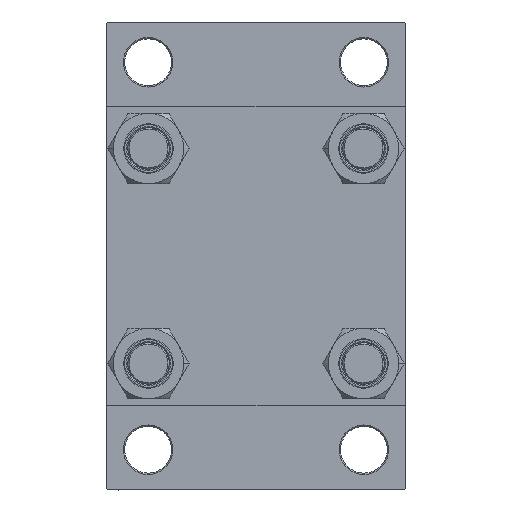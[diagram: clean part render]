
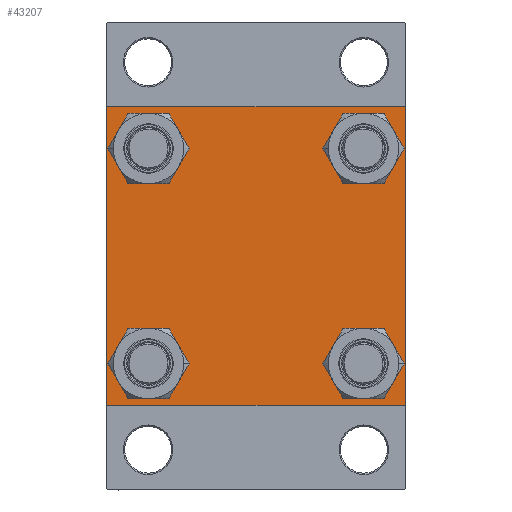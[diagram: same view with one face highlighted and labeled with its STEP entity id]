
A CAD part, left-side view. The second image highlights one B-rep face of the part: STEP entity #43207.
In plain terms, the highlighted planar face has unit normal (-1, 0, 0).
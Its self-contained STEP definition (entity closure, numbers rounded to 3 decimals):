
#300 = CIRCLE ( 'NONE', #30525, 8.5 ) ;
#816 = ORIENTED_EDGE ( 'NONE', *, *, #21258, .F. ) ;
#881 = CARTESIAN_POINT ( 'NONE',  ( 0., -41.35, -41.35 ) ) ;
#1398 = DIRECTION ( 'NONE',  ( 0., -0.707, -0.707 ) ) ;
#1674 = CARTESIAN_POINT ( 'NONE',  ( 0., 57.5, 57.5 ) ) ;
#2416 = FACE_BOUND ( 'NONE', #15674, .T. ) ;
#2507 = AXIS2_PLACEMENT_3D ( 'NONE', #49943, #10551, #45850 ) ;
#2593 = CIRCLE ( 'NONE', #6771, 8.5 ) ;
#3232 = ORIENTED_EDGE ( 'NONE', *, *, #4366, .T. ) ;
#3631 = VERTEX_POINT ( 'NONE', #38255 ) ;
#3945 = DIRECTION ( 'NONE',  ( 1., 0., 0. ) ) ;
#4366 = EDGE_CURVE ( 'NONE', #3631, #27604, #32346, .T. ) ;
#4464 = EDGE_LOOP ( 'NONE', ( #5784, #27001 ) ) ;
#4501 = DIRECTION ( 'NONE',  ( 0., 0., 1. ) ) ;
#4771 = VERTEX_POINT ( 'NONE', #16852 ) ;
#4830 = DIRECTION ( 'NONE',  ( 1., 0., 0. ) ) ;
#5590 = CARTESIAN_POINT ( 'NONE',  ( 0., -57.5, 57.5 ) ) ;
#5642 = AXIS2_PLACEMENT_3D ( 'NONE', #12029, #45619, #12279 ) ;
#5720 = CARTESIAN_POINT ( 'NONE',  ( 0., 57.25, -57.25 ) ) ;
#5784 = ORIENTED_EDGE ( 'NONE', *, *, #42766, .T. ) ;
#5788 = CARTESIAN_POINT ( 'NONE',  ( 0., -41.35, 41.35 ) ) ;
#5990 = VERTEX_POINT ( 'NONE', #23217 ) ;
#6347 = CARTESIAN_POINT ( 'NONE',  ( 0., 41.35, -49.85 ) ) ;
#6497 = FACE_BOUND ( 'NONE', #4464, .T. ) ;
#6582 = EDGE_LOOP ( 'NONE', ( #40919, #12654 ) ) ;
#6771 = AXIS2_PLACEMENT_3D ( 'NONE', #5788, #35811, #21390 ) ;
#6796 = EDGE_CURVE ( 'NONE', #47815, #30932, #11339, .T. ) ;
#7438 = CARTESIAN_POINT ( 'NONE',  ( 0., 41.35, 49.85 ) ) ;
#7454 = DIRECTION ( 'NONE',  ( 0., -0.707, 0.707 ) ) ;
#7588 = VECTOR ( 'NONE', #29706, 1000. ) ;
#7958 = CARTESIAN_POINT ( 'NONE',  ( 0., -57.25, -57.25 ) ) ;
#8208 = EDGE_CURVE ( 'NONE', #32724, #14198, #15131, .T. ) ;
#8578 = EDGE_LOOP ( 'NONE', ( #18165, #3232, #29651, #20537, #15668, #35489, #816, #21082 ) ) ;
#9300 = VERTEX_POINT ( 'NONE', #30435 ) ;
#10551 = DIRECTION ( 'NONE',  ( 1., 0., 0. ) ) ;
#10775 = AXIS2_PLACEMENT_3D ( 'NONE', #49706, #22351, #48944 ) ;
#11339 = CIRCLE ( 'NONE', #5642, 8.5 ) ;
#11645 = DIRECTION ( 'NONE',  ( 0., 0., 1. ) ) ;
#12029 = CARTESIAN_POINT ( 'NONE',  ( 0., 41.35, -41.35 ) ) ;
#12030 = AXIS2_PLACEMENT_3D ( 'NONE', #30592, #23930, #11645 ) ;
#12279 = DIRECTION ( 'NONE',  ( 0., 0., 1. ) ) ;
#12537 = VERTEX_POINT ( 'NONE', #7438 ) ;
#12654 = ORIENTED_EDGE ( 'NONE', *, *, #15379, .T. ) ;
#12740 = ORIENTED_EDGE ( 'NONE', *, *, #37625, .T. ) ;
#12907 = CARTESIAN_POINT ( 'NONE',  ( 0., -41.35, 32.85 ) ) ;
#14151 = FACE_BOUND ( 'NONE', #27504, .T. ) ;
#14198 = VERTEX_POINT ( 'NONE', #18488 ) ;
#15131 = LINE ( 'NONE', #22808, #19550 ) ;
#15298 = CARTESIAN_POINT ( 'NONE',  ( 0., -57., -57.5 ) ) ;
#15379 = EDGE_CURVE ( 'NONE', #5990, #12537, #18004, .T. ) ;
#15440 = VERTEX_POINT ( 'NONE', #49444 ) ;
#15668 = ORIENTED_EDGE ( 'NONE', *, *, #45459, .F. ) ;
#15674 = EDGE_LOOP ( 'NONE', ( #48194, #12740 ) ) ;
#16852 = CARTESIAN_POINT ( 'NONE',  ( 0., -41.35, -32.85 ) ) ;
#17545 = CIRCLE ( 'NONE', #45327, 8.5 ) ;
#18004 = CIRCLE ( 'NONE', #2507, 8.5 ) ;
#18165 = ORIENTED_EDGE ( 'NONE', *, *, #21316, .T. ) ;
#18469 = AXIS2_PLACEMENT_3D ( 'NONE', #47800, #25043, #29144 ) ;
#18488 = CARTESIAN_POINT ( 'NONE',  ( 0., 57.5, 57. ) ) ;
#19149 = CARTESIAN_POINT ( 'NONE',  ( 0., 57., -57.5 ) ) ;
#19457 = VERTEX_POINT ( 'NONE', #39447 ) ;
#19550 = VECTOR ( 'NONE', #38415, 1000. ) ;
#19592 = DIRECTION ( 'NONE',  ( 1., 0., 0. ) ) ;
#20537 = ORIENTED_EDGE ( 'NONE', *, *, #22082, .T. ) ;
#20843 = DIRECTION ( 'NONE',  ( 0., -1., 0. ) ) ;
#21082 = ORIENTED_EDGE ( 'NONE', *, *, #8208, .T. ) ;
#21258 = EDGE_CURVE ( 'NONE', #32724, #19457, #33130, .T. ) ;
#21316 = EDGE_CURVE ( 'NONE', #14198, #3631, #40608, .T. ) ;
#21390 = DIRECTION ( 'NONE',  ( 0., 0., 1. ) ) ;
#21708 = LINE ( 'NONE', #5590, #27168 ) ;
#22082 = EDGE_CURVE ( 'NONE', #39039, #9300, #26899, .T. ) ;
#22351 = DIRECTION ( 'NONE',  ( -1., 0., 0. ) ) ;
#22595 = PLANE ( 'NONE',  #10775 ) ;
#22808 = CARTESIAN_POINT ( 'NONE',  ( 0., 57.25, 57.25 ) ) ;
#23217 = CARTESIAN_POINT ( 'NONE',  ( 0., 41.35, 32.85 ) ) ;
#23633 = CARTESIAN_POINT ( 'NONE',  ( 0., 57., 57.5 ) ) ;
#23930 = DIRECTION ( 'NONE',  ( 1., 0., 0. ) ) ;
#24248 = AXIS2_PLACEMENT_3D ( 'NONE', #36045, #4830, #27856 ) ;
#24278 = VERTEX_POINT ( 'NONE', #34450 ) ;
#24757 = VECTOR ( 'NONE', #20843, 1000. ) ;
#25043 = DIRECTION ( 'NONE',  ( 1., 0., 0. ) ) ;
#25113 = CIRCLE ( 'NONE', #12030, 8.5 ) ;
#26236 = EDGE_CURVE ( 'NONE', #24278, #4771, #300, .T. ) ;
#26682 = CARTESIAN_POINT ( 'NONE',  ( 0., 41.35, -32.85 ) ) ;
#26899 = LINE ( 'NONE', #7958, #30490 ) ;
#27001 = ORIENTED_EDGE ( 'NONE', *, *, #33455, .T. ) ;
#27168 = VECTOR ( 'NONE', #29642, 1000. ) ;
#27220 = DIRECTION ( 'NONE',  ( 0., 0., 1. ) ) ;
#27504 = EDGE_LOOP ( 'NONE', ( #43898, #36539 ) ) ;
#27604 = VERTEX_POINT ( 'NONE', #19149 ) ;
#27856 = DIRECTION ( 'NONE',  ( 0., 0., 1. ) ) ;
#29144 = DIRECTION ( 'NONE',  ( 0., 0., 1. ) ) ;
#29518 = FACE_OUTER_BOUND ( 'NONE', #8578, .T. ) ;
#29642 = DIRECTION ( 'NONE',  ( 0., 0., -1. ) ) ;
#29649 = EDGE_CURVE ( 'NONE', #4771, #24278, #17545, .T. ) ;
#29651 = ORIENTED_EDGE ( 'NONE', *, *, #31070, .T. ) ;
#29706 = DIRECTION ( 'NONE',  ( 0., 0.707, 0.707 ) ) ;
#30435 = CARTESIAN_POINT ( 'NONE',  ( 0., -57.5, -57. ) ) ;
#30490 = VECTOR ( 'NONE', #7454, 1000. ) ;
#30525 = AXIS2_PLACEMENT_3D ( 'NONE', #881, #3945, #27220 ) ;
#30592 = CARTESIAN_POINT ( 'NONE',  ( 0., 41.35, -41.35 ) ) ;
#30932 = VERTEX_POINT ( 'NONE', #6347 ) ;
#31070 = EDGE_CURVE ( 'NONE', #27604, #39039, #41003, .T. ) ;
#31689 = VECTOR ( 'NONE', #1398, 1000. ) ;
#32346 = LINE ( 'NONE', #5720, #31689 ) ;
#32724 = VERTEX_POINT ( 'NONE', #23633 ) ;
#33130 = LINE ( 'NONE', #1674, #24757 ) ;
#33455 = EDGE_CURVE ( 'NONE', #38075, #15440, #34039, .T. ) ;
#33563 = VERTEX_POINT ( 'NONE', #48286 ) ;
#34039 = CIRCLE ( 'NONE', #24248, 8.5 ) ;
#34450 = CARTESIAN_POINT ( 'NONE',  ( 0., -41.35, -49.85 ) ) ;
#35489 = ORIENTED_EDGE ( 'NONE', *, *, #46985, .T. ) ;
#35811 = DIRECTION ( 'NONE',  ( 1., 0., 0. ) ) ;
#35874 = LINE ( 'NONE', #47611, #7588 ) ;
#36045 = CARTESIAN_POINT ( 'NONE',  ( 0., -41.35, 41.35 ) ) ;
#36254 = EDGE_CURVE ( 'NONE', #12537, #5990, #40514, .T. ) ;
#36539 = ORIENTED_EDGE ( 'NONE', *, *, #26236, .T. ) ;
#37189 = FACE_BOUND ( 'NONE', #6582, .T. ) ;
#37625 = EDGE_CURVE ( 'NONE', #30932, #47815, #25113, .T. ) ;
#38075 = VERTEX_POINT ( 'NONE', #12907 ) ;
#38255 = CARTESIAN_POINT ( 'NONE',  ( 0., 57.5, -57. ) ) ;
#38415 = DIRECTION ( 'NONE',  ( 0., 0.707, -0.707 ) ) ;
#39039 = VERTEX_POINT ( 'NONE', #15298 ) ;
#39447 = CARTESIAN_POINT ( 'NONE',  ( 0., -57., 57.5 ) ) ;
#40514 = CIRCLE ( 'NONE', #18469, 8.5 ) ;
#40608 = LINE ( 'NONE', #47579, #43516 ) ;
#40749 = DIRECTION ( 'NONE',  ( 0., -1., 0. ) ) ;
#40919 = ORIENTED_EDGE ( 'NONE', *, *, #36254, .T. ) ;
#41003 = LINE ( 'NONE', #44823, #46993 ) ;
#42766 = EDGE_CURVE ( 'NONE', #15440, #38075, #2593, .T. ) ;
#43207 = ADVANCED_FACE ( 'NONE', ( #6497, #14151, #2416, #37189, #29518 ), #22595, .T. ) ;
#43516 = VECTOR ( 'NONE', #47323, 1000. ) ;
#43898 = ORIENTED_EDGE ( 'NONE', *, *, #29649, .T. ) ;
#44823 = CARTESIAN_POINT ( 'NONE',  ( 0., 57.5, -57.5 ) ) ;
#45327 = AXIS2_PLACEMENT_3D ( 'NONE', #47193, #19592, #4501 ) ;
#45459 = EDGE_CURVE ( 'NONE', #33563, #9300, #21708, .T. ) ;
#45619 = DIRECTION ( 'NONE',  ( 1., 0., 0. ) ) ;
#45850 = DIRECTION ( 'NONE',  ( 0., 0., 1. ) ) ;
#46985 = EDGE_CURVE ( 'NONE', #33563, #19457, #35874, .T. ) ;
#46993 = VECTOR ( 'NONE', #40749, 1000. ) ;
#47193 = CARTESIAN_POINT ( 'NONE',  ( 0., -41.35, -41.35 ) ) ;
#47323 = DIRECTION ( 'NONE',  ( 0., 0., -1. ) ) ;
#47579 = CARTESIAN_POINT ( 'NONE',  ( 0., 57.5, 57.5 ) ) ;
#47611 = CARTESIAN_POINT ( 'NONE',  ( 0., -57.25, 57.25 ) ) ;
#47800 = CARTESIAN_POINT ( 'NONE',  ( 0., 41.35, 41.35 ) ) ;
#47815 = VERTEX_POINT ( 'NONE', #26682 ) ;
#48194 = ORIENTED_EDGE ( 'NONE', *, *, #6796, .T. ) ;
#48286 = CARTESIAN_POINT ( 'NONE',  ( 0., -57.5, 57. ) ) ;
#48944 = DIRECTION ( 'NONE',  ( 0., 0., 1. ) ) ;
#49444 = CARTESIAN_POINT ( 'NONE',  ( 0., -41.35, 49.85 ) ) ;
#49706 = CARTESIAN_POINT ( 'NONE',  ( 0., 0., 0. ) ) ;
#49943 = CARTESIAN_POINT ( 'NONE',  ( 0., 41.35, 41.35 ) ) ;
